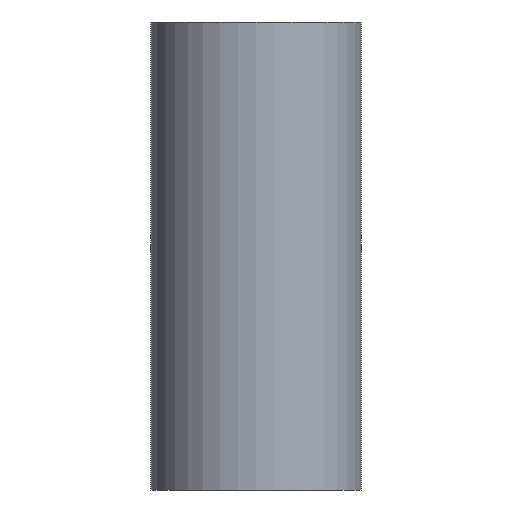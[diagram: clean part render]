
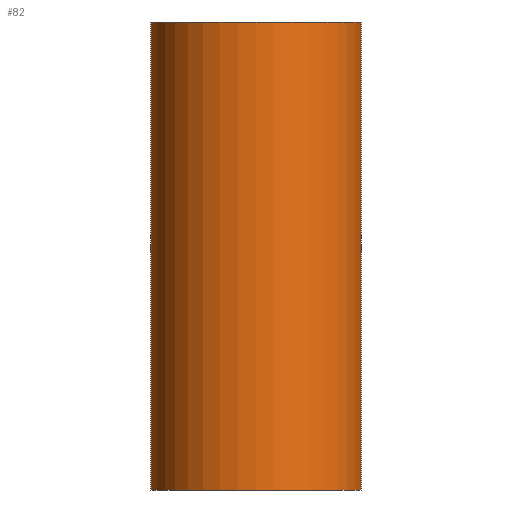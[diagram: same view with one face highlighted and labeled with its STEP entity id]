
A CAD part, front view. The second image highlights one B-rep face of the part: STEP entity #82.
In plain terms, the highlighted cylindrical face has radius 2.25 mm (diameter 4.5 mm), a full revolution.
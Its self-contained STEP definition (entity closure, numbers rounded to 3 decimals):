
#20=FACE_OUTER_BOUND('',#24,.T.);
#24=EDGE_LOOP('',(#65,#66,#67,#68,#69,#70));
#30=LINE('',#161,#32);
#32=VECTOR('',#134,2.25);
#37=CIRCLE('',#111,2.25);
#38=CIRCLE('',#112,2.25);
#39=CIRCLE('',#113,2.25);
#40=CIRCLE('',#114,2.25);
#45=VERTEX_POINT('',#157);
#46=VERTEX_POINT('',#158);
#47=VERTEX_POINT('',#160);
#48=VERTEX_POINT('',#162);
#54=EDGE_CURVE('',#45,#46,#37,.T.);
#55=EDGE_CURVE('',#46,#47,#30,.T.);
#56=EDGE_CURVE('',#48,#47,#38,.T.);
#57=EDGE_CURVE('',#47,#48,#39,.T.);
#58=EDGE_CURVE('',#46,#45,#40,.T.);
#65=ORIENTED_EDGE('',*,*,#54,.T.);
#66=ORIENTED_EDGE('',*,*,#55,.T.);
#67=ORIENTED_EDGE('',*,*,#56,.F.);
#68=ORIENTED_EDGE('',*,*,#57,.F.);
#69=ORIENTED_EDGE('',*,*,#55,.F.);
#70=ORIENTED_EDGE('',*,*,#58,.T.);
#80=CYLINDRICAL_SURFACE('',#110,2.25);
#82=ADVANCED_FACE('',(#20),#80,.T.);
#110=AXIS2_PLACEMENT_3D('',#156,#130,#131);
#111=AXIS2_PLACEMENT_3D('',#159,#132,#133);
#112=AXIS2_PLACEMENT_3D('',#163,#135,#136);
#113=AXIS2_PLACEMENT_3D('',#164,#137,#138);
#114=AXIS2_PLACEMENT_3D('',#165,#139,#140);
#130=DIRECTION('center_axis',(0.,0.,-1.));
#131=DIRECTION('ref_axis',(-1.,0.,0.));
#132=DIRECTION('center_axis',(0.,0.,1.));
#133=DIRECTION('ref_axis',(1.,0.,0.));
#134=DIRECTION('',(0.,0.,1.));
#135=DIRECTION('center_axis',(0.,0.,1.));
#136=DIRECTION('ref_axis',(1.,0.,0.));
#137=DIRECTION('center_axis',(0.,0.,1.));
#138=DIRECTION('ref_axis',(1.,0.,0.));
#139=DIRECTION('center_axis',(0.,0.,1.));
#140=DIRECTION('ref_axis',(1.,0.,0.));
#156=CARTESIAN_POINT('Origin',(0.,0.,5.));
#157=CARTESIAN_POINT('',(-2.25,0.,-5.));
#158=CARTESIAN_POINT('',(2.25,0.,-5.));
#159=CARTESIAN_POINT('Origin',(0.,0.,-5.));
#160=CARTESIAN_POINT('',(2.25,0.,5.));
#161=CARTESIAN_POINT('',(2.25,0.,5.));
#162=CARTESIAN_POINT('',(-2.25,0.,5.));
#163=CARTESIAN_POINT('Origin',(0.,0.,5.));
#164=CARTESIAN_POINT('Origin',(0.,0.,5.));
#165=CARTESIAN_POINT('Origin',(0.,0.,-5.));
